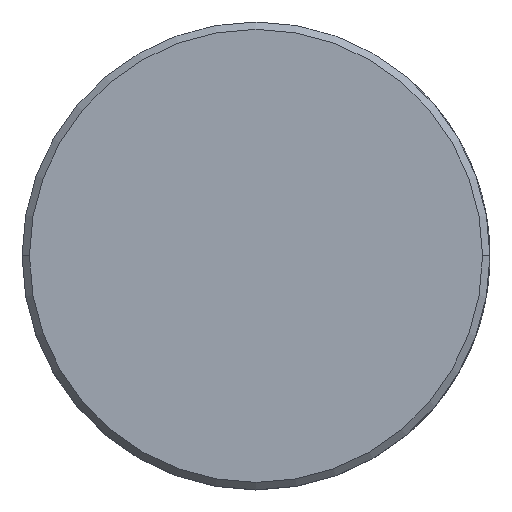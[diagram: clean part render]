
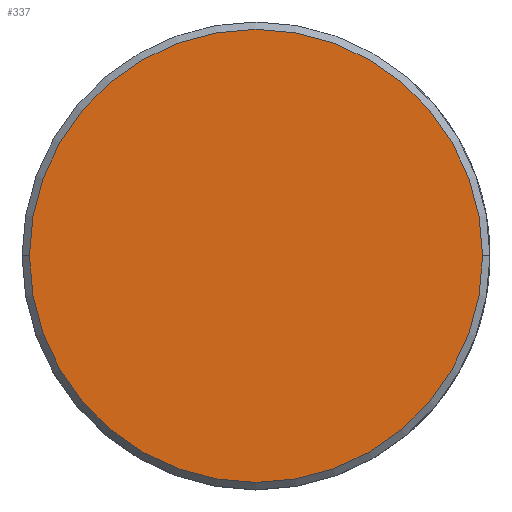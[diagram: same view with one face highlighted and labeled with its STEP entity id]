
A CAD part, top view. The second image highlights one B-rep face of the part: STEP entity #337.
In plain terms, the highlighted planar face has unit normal (0, 0, 1).
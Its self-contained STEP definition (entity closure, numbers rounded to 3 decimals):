
#48 = DIRECTION ( 'NONE',  ( 0., 0., 1. ) ) ;
#306 = FACE_OUTER_BOUND ( 'NONE', #2208, .T. ) ;
#333 = ORIENTED_EDGE ( 'NONE', *, *, #799, .T. ) ;
#335 = ORIENTED_EDGE ( 'NONE', *, *, #1923, .T. ) ;
#337 = ADVANCED_FACE ( 'NONE', ( #306 ), #2398, .T. ) ;
#522 = CARTESIAN_POINT ( 'NONE',  ( 0., 0., 1.6 ) ) ;
#738 = DIRECTION ( 'NONE',  ( 1., 0., 0. ) ) ;
#787 = VERTEX_POINT ( 'NONE', #2009 ) ;
#799 = EDGE_CURVE ( 'NONE', #787, #2058, #1693, .T. ) ;
#1114 = CARTESIAN_POINT ( 'NONE',  ( 0., 0., 1.6 ) ) ;
#1247 = CARTESIAN_POINT ( 'NONE',  ( 6.15, 0., 1.6 ) ) ;
#1307 = CIRCLE ( 'NONE', #2043, 6.15 ) ;
#1308 = CARTESIAN_POINT ( 'NONE',  ( 0., 0., 1.6 ) ) ;
#1333 = DIRECTION ( 'NONE',  ( 1., 0., 0. ) ) ;
#1543 = DIRECTION ( 'NONE',  ( 1., 0., 0. ) ) ;
#1560 = AXIS2_PLACEMENT_3D ( 'NONE', #1114, #2619, #1333 ) ;
#1693 = CIRCLE ( 'NONE', #1560, 6.15 ) ;
#1923 = EDGE_CURVE ( 'NONE', #2058, #787, #1307, .T. ) ;
#2009 = CARTESIAN_POINT ( 'NONE',  ( -6.15, 0., 1.6 ) ) ;
#2043 = AXIS2_PLACEMENT_3D ( 'NONE', #522, #2044, #738 ) ;
#2044 = DIRECTION ( 'NONE',  ( 0., 0., 1. ) ) ;
#2058 = VERTEX_POINT ( 'NONE', #1247 ) ;
#2143 = AXIS2_PLACEMENT_3D ( 'NONE', #1308, #48, #1543 ) ;
#2208 = EDGE_LOOP ( 'NONE', ( #333, #335 ) ) ;
#2398 = PLANE ( 'NONE',  #2143 ) ;
#2619 = DIRECTION ( 'NONE',  ( 0., 0., 1. ) ) ;
